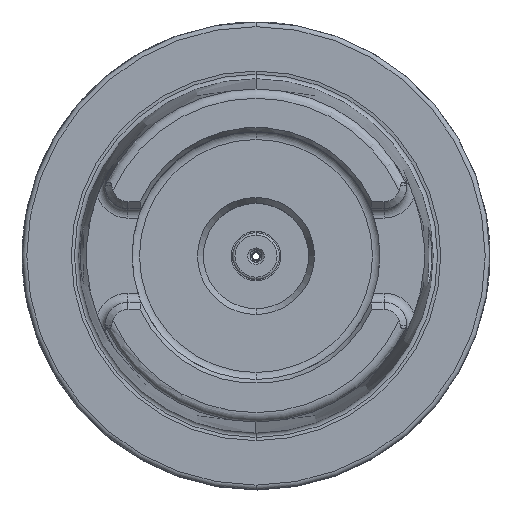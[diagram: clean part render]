
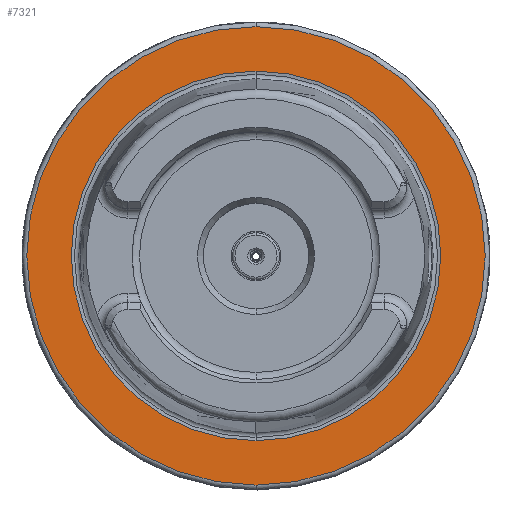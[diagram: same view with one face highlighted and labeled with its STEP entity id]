
A CAD part, top view. The second image highlights one B-rep face of the part: STEP entity #7321.
In plain terms, the highlighted planar face has unit normal (0, 0, 1).
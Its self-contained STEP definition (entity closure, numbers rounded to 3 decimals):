
#2506=CARTESIAN_POINT('',(0,0,29));
#2507=DIRECTION('',(0,0,1));
#2508=DIRECTION('',(0,1,0));
#2509=AXIS2_PLACEMENT_3D('',#2506,#2507,#2508);
#2511=CARTESIAN_POINT('',(0,0,29));
#2512=DIRECTION('',(0,0,-1));
#2513=DIRECTION('',(0,1,0));
#2514=AXIS2_PLACEMENT_3D('',#2511,#2512,#2513);
#2516=CARTESIAN_POINT('',(0,0,29));
#2517=DIRECTION('',(0,0,1));
#2518=DIRECTION('',(0,1,0));
#2519=AXIS2_PLACEMENT_3D('',#2516,#2517,#2518);
#2521=CARTESIAN_POINT('',(0,0,29));
#2522=DIRECTION('',(0,0,1));
#2523=DIRECTION('',(0,-1,0));
#2524=AXIS2_PLACEMENT_3D('',#2521,#2522,#2523);
#3911=CARTESIAN_POINT('',(0,39.499,29));
#3913=VERTEX_POINT('',#3911);
#3947=CARTESIAN_POINT('',(0,-39.499,29));
#3949=VERTEX_POINT('',#3947);
#3959=CARTESIAN_POINT('',(0,49,29));
#3960=CARTESIAN_POINT('',(0.,-49,29));
#3961=VERTEX_POINT('',#3959);
#3962=VERTEX_POINT('',#3960);
#7306=CARTESIAN_POINT('',(0,0,29));
#7307=DIRECTION('',(0,0,-1));
#7308=DIRECTION('',(0,-1,0));
#7309=AXIS2_PLACEMENT_3D('',#7306,#7307,#7308);
#7310=PLANE('',#7309);
#7312=ORIENTED_EDGE('',*,*,#7311,.F.);
#7314=ORIENTED_EDGE('',*,*,#7313,.F.);
#7315=EDGE_LOOP('',(#7312,#7314));
#7316=FACE_OUTER_BOUND('',#7315,.F.);
#7317=ORIENTED_EDGE('',*,*,#7288,.T.);
#7318=ORIENTED_EDGE('',*,*,#7299,.F.);
#7319=EDGE_LOOP('',(#7317,#7318));
#7320=FACE_BOUND('',#7319,.F.);
#7321=ADVANCED_FACE('',(#7316,#7320),#7310,.F.);
#2510=CIRCLE('',#2509,39.499);
#2515=CIRCLE('',#2514,39.499);
#2520=CIRCLE('',#2519,49);
#2525=CIRCLE('',#2524,49);
#7288=EDGE_CURVE('',#3913,#3949,#2510,.T.);
#7299=EDGE_CURVE('',#3913,#3949,#2515,.T.);
#7311=EDGE_CURVE('',#3961,#3962,#2520,.T.);
#7313=EDGE_CURVE('',#3962,#3961,#2525,.T.);
